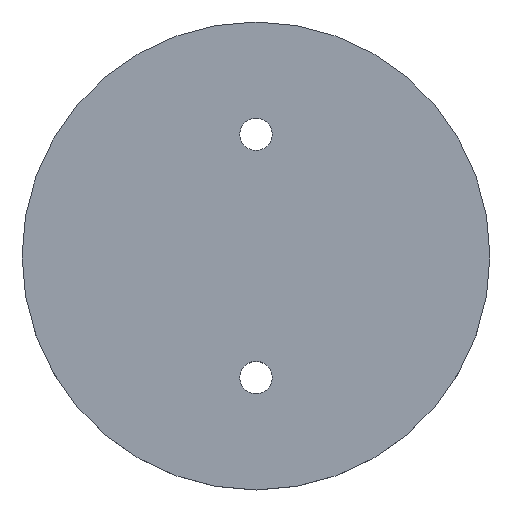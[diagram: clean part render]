
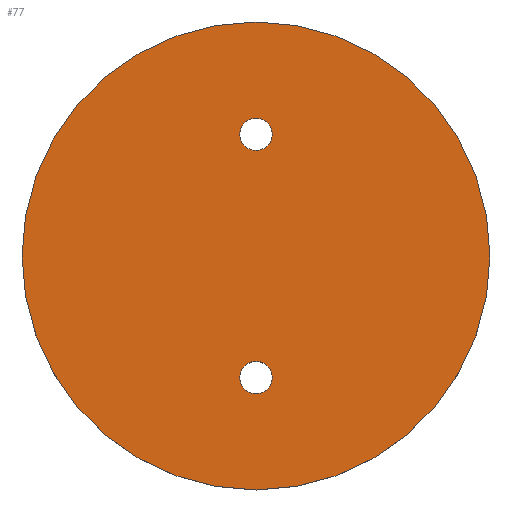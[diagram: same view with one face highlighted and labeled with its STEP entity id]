
A CAD part, top view. The second image highlights one B-rep face of the part: STEP entity #77.
In plain terms, the highlighted planar face has unit normal (0, 0, 1).
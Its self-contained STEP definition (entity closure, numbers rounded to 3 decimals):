
#15=PLANE('',#90);
#20=FACE_BOUND('',#36,.T.);
#21=FACE_BOUND('',#37,.T.);
#27=FACE_OUTER_BOUND('',#35,.T.);
#35=EDGE_LOOP('',(#65));
#36=EDGE_LOOP('',(#66));
#37=EDGE_LOOP('',(#67));
#42=CIRCLE('',#83,1.);
#44=CIRCLE('',#86,1.);
#45=CIRCLE('',#88,14.425);
#48=VERTEX_POINT('',#120);
#50=VERTEX_POINT('',#125);
#51=VERTEX_POINT('',#128);
#54=EDGE_CURVE('',#48,#48,#42,.T.);
#56=EDGE_CURVE('',#50,#50,#44,.T.);
#57=EDGE_CURVE('',#51,#51,#45,.T.);
#65=ORIENTED_EDGE('',*,*,#57,.T.);
#66=ORIENTED_EDGE('',*,*,#54,.T.);
#67=ORIENTED_EDGE('',*,*,#56,.T.);
#77=ADVANCED_FACE('',(#27,#20,#21),#15,.T.);
#83=AXIS2_PLACEMENT_3D('',#121,#98,#99);
#86=AXIS2_PLACEMENT_3D('',#126,#104,#105);
#88=AXIS2_PLACEMENT_3D('',#129,#108,#109);
#90=AXIS2_PLACEMENT_3D('',#132,#112,#113);
#98=DIRECTION('center_axis',(0.,0.,-1.));
#99=DIRECTION('ref_axis',(-1.,0.,0.));
#104=DIRECTION('center_axis',(0.,0.,-1.));
#105=DIRECTION('ref_axis',(-1.,0.,0.));
#108=DIRECTION('center_axis',(0.,0.,1.));
#109=DIRECTION('ref_axis',(-1.,0.,0.));
#112=DIRECTION('center_axis',(0.,0.,1.));
#113=DIRECTION('ref_axis',(1.,0.,0.));
#120=CARTESIAN_POINT('',(1.,7.5,3.));
#121=CARTESIAN_POINT('Origin',(0.,7.5,3.));
#125=CARTESIAN_POINT('',(1.,-7.5,3.));
#126=CARTESIAN_POINT('Origin',(0.,-7.5,3.));
#128=CARTESIAN_POINT('',(14.425,0.,3.));
#129=CARTESIAN_POINT('Origin',(0.,0.,3.));
#132=CARTESIAN_POINT('Origin',(0.,0.,
3.));
